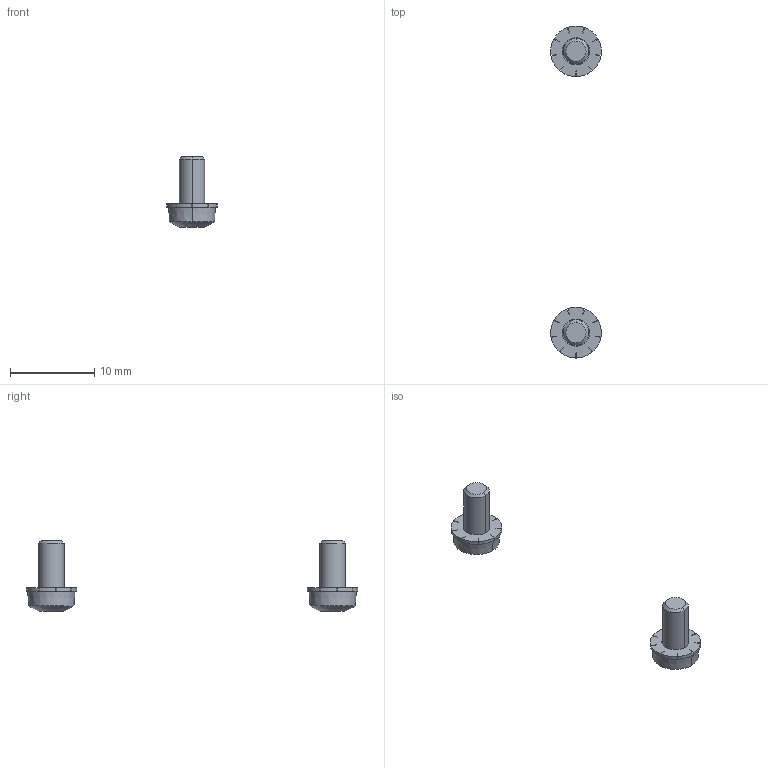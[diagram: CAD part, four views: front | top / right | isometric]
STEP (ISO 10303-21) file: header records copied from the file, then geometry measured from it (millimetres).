
FILE_DESCRIPTION((''),'2;1');
FILE_NAME('EDA-03313-V1-0_a.stp','2015-11-11T11:51:16',(''),(''),'Mechanical Desktop 2011','Mechanical Desktop 2011',', , ');
FILE_SCHEMA(('AUTOMOTIVE_DESIGN { 1 2 10303 214 1 1 1 1 }'));
Length unit declared in the file: millimetre
Products named in the file (1): Product
Bounding box: 6 x 39.3 x 8.4 mm (x, y, z)
Volume: 189.3 mm3; surface area: 402.2 mm2
Topology: 4 solids, 4 shells, 110 faces, 290 edges, 192 vertices
Faces by surface type: cylinder 50, plane 46, cone 12, sphere 2
Entity records: 3724 total; most frequent: CARTESIAN_POINT 909, ORIENTED_EDGE 580, DIRECTION 576, EDGE_CURVE 290, AXIS2_PLACEMENT_3D 203, VERTEX_POINT 192, VECTOR 170, LINE 170
